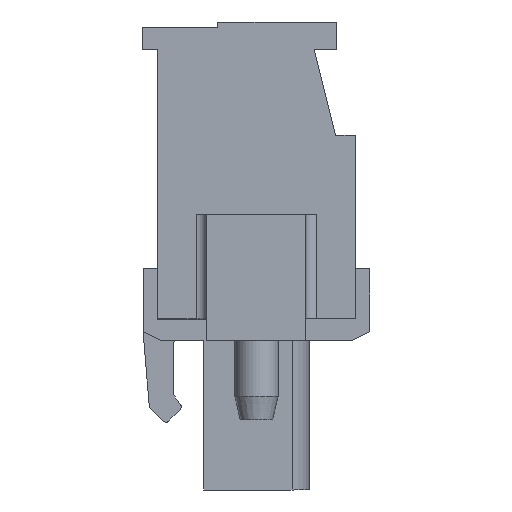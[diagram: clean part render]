
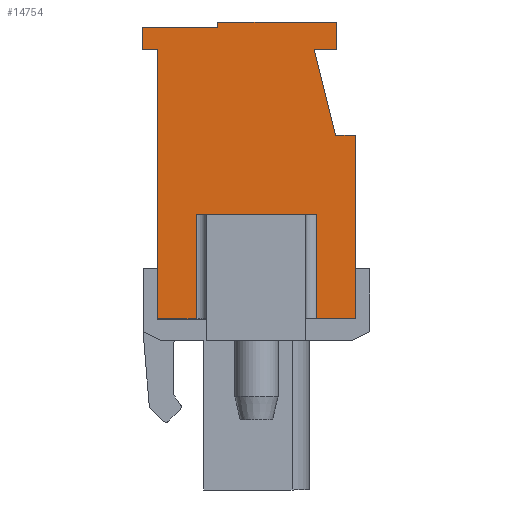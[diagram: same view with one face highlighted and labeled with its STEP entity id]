
A CAD part, left-side view. The second image highlights one B-rep face of the part: STEP entity #14754.
In plain terms, the highlighted planar face has unit normal (-1, 0, 0).
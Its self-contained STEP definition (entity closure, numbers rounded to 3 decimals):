
#426=ORIENTED_EDGE('',*,*,#4752,.T.);
#427=ORIENTED_EDGE('',*,*,#4753,.T.);
#428=ORIENTED_EDGE('',*,*,#4745,.T.);
#429=ORIENTED_EDGE('',*,*,#4754,.T.);
#430=ORIENTED_EDGE('',*,*,#4755,.T.);
#431=ORIENTED_EDGE('',*,*,#4756,.T.);
#432=ORIENTED_EDGE('',*,*,#4757,.T.);
#433=ORIENTED_EDGE('',*,*,#4758,.T.);
#434=ORIENTED_EDGE('',*,*,#4759,.T.);
#435=ORIENTED_EDGE('',*,*,#4760,.T.);
#436=ORIENTED_EDGE('',*,*,#4761,.T.);
#437=ORIENTED_EDGE('',*,*,#4762,.T.);
#438=ORIENTED_EDGE('',*,*,#4763,.T.);
#439=ORIENTED_EDGE('',*,*,#4764,.T.);
#440=ORIENTED_EDGE('',*,*,#4765,.T.);
#441=ORIENTED_EDGE('',*,*,#4766,.T.);
#4745=EDGE_CURVE('',#6908,#6909,#8340,.T.);
#4752=EDGE_CURVE('',#6915,#6916,#8344,.T.);
#4753=EDGE_CURVE('',#6916,#6908,#8345,.T.);
#4754=EDGE_CURVE('',#6909,#6917,#8346,.T.);
#4755=EDGE_CURVE('',#6917,#6918,#8347,.T.);
#4756=EDGE_CURVE('',#6918,#6919,#8348,.T.);
#4757=EDGE_CURVE('',#6919,#6920,#8349,.T.);
#4758=EDGE_CURVE('',#6920,#6921,#8350,.T.);
#4759=EDGE_CURVE('',#6921,#6922,#8351,.T.);
#4760=EDGE_CURVE('',#6922,#6923,#8352,.T.);
#4761=EDGE_CURVE('',#6923,#6924,#8353,.T.);
#4762=EDGE_CURVE('',#6924,#6925,#8354,.T.);
#4763=EDGE_CURVE('',#6925,#6926,#8355,.T.);
#4764=EDGE_CURVE('',#6926,#6927,#8356,.T.);
#4765=EDGE_CURVE('',#6927,#6928,#8357,.T.);
#4766=EDGE_CURVE('',#6928,#6915,#8358,.T.);
#6908=VERTEX_POINT('',#20942);
#6909=VERTEX_POINT('',#20943);
#6915=VERTEX_POINT('',#20957);
#6916=VERTEX_POINT('',#20958);
#6917=VERTEX_POINT('',#20961);
#6918=VERTEX_POINT('',#20963);
#6919=VERTEX_POINT('',#20965);
#6920=VERTEX_POINT('',#20967);
#6921=VERTEX_POINT('',#20969);
#6922=VERTEX_POINT('',#20971);
#6923=VERTEX_POINT('',#20973);
#6924=VERTEX_POINT('',#20975);
#6925=VERTEX_POINT('',#20977);
#6926=VERTEX_POINT('',#20979);
#6927=VERTEX_POINT('',#20981);
#6928=VERTEX_POINT('',#20983);
#8340=LINE('',#20941,#10310);
#8344=LINE('',#20956,#10314);
#8345=LINE('',#20959,#10315);
#8346=LINE('',#20960,#10316);
#8347=LINE('',#20962,#10317);
#8348=LINE('',#20964,#10318);
#8349=LINE('',#20966,#10319);
#8350=LINE('',#20968,#10320);
#8351=LINE('',#20970,#10321);
#8352=LINE('',#20972,#10322);
#8353=LINE('',#20974,#10323);
#8354=LINE('',#20976,#10324);
#8355=LINE('',#20978,#10325);
#8356=LINE('',#20980,#10326);
#8357=LINE('',#20982,#10327);
#8358=LINE('',#20984,#10328);
#10310=VECTOR('',#16987,1000.);
#10314=VECTOR('',#16999,1000.);
#10315=VECTOR('',#17000,1000.);
#10316=VECTOR('',#17001,1000.);
#10317=VECTOR('',#17002,1000.);
#10318=VECTOR('',#17003,1000.);
#10319=VECTOR('',#17004,1000.);
#10320=VECTOR('',#17005,1000.);
#10321=VECTOR('',#17006,1000.);
#10322=VECTOR('',#17007,1000.);
#10323=VECTOR('',#17008,1000.);
#10324=VECTOR('',#17009,1000.);
#10325=VECTOR('',#17010,1000.);
#10326=VECTOR('',#17011,1000.);
#10327=VECTOR('',#17012,1000.);
#10328=VECTOR('',#17013,1000.);
#12282=EDGE_LOOP('',(#426,#427,#428,#429,#430,#431,#432,#433,#434,#435,
#436,#437,#438,#439,#440,#441));
#13178=FACE_BOUND('',#12282,.T.);
#14071=PLANE('',#15987);
#14754=ADVANCED_FACE('',(#13178),#14071,.T.);
#15987=AXIS2_PLACEMENT_3D('',#20955,#16997,#16998);
#16987=DIRECTION('',(0.,-1.,0.));
#16997=DIRECTION('',(-1.,0.,0.));
#16998=DIRECTION('',(0.,0.,1.));
#16999=DIRECTION('',(0.,-1.,0.));
#17000=DIRECTION('',(0.,0.,1.));
#17001=DIRECTION('',(0.,0.,-1.));
#17002=DIRECTION('',(0.,-1.,0.));
#17003=DIRECTION('',(0.,0.,1.));
#17004=DIRECTION('',(0.,1.,0.));
#17005=DIRECTION('',(0.,0.243,0.97));
#17006=DIRECTION('',(0.,-1.,0.));
#17007=DIRECTION('',(0.,0.,1.));
#17008=DIRECTION('',(0.,1.,0.));
#17009=DIRECTION('',(0.,0.,-1.));
#17010=DIRECTION('',(0.,1.,0.));
#17011=DIRECTION('',(0.,0.,-1.));
#17012=DIRECTION('',(0.,-1.,0.));
#17013=DIRECTION('',(0.,0.,-1.));
#20941=CARTESIAN_POINT('',(-15.,2.75,-1.675));
#20942=CARTESIAN_POINT('',(-15.,3.35,-1.675));
#20943=CARTESIAN_POINT('',(-15.,-3.35,-1.675));
#20955=CARTESIAN_POINT('',(-15.,0.,0.));
#20956=CARTESIAN_POINT('',(-15.,5.5,-7.475));
#20957=CARTESIAN_POINT('',(-15.,5.5,-7.475));
#20958=CARTESIAN_POINT('',(-15.,3.35,-7.475));
#20959=CARTESIAN_POINT('',(-15.,3.35,-1.675));
#20960=CARTESIAN_POINT('',(-15.,-3.35,-7.475));
#20961=CARTESIAN_POINT('',(-15.,-3.35,-7.475));
#20962=CARTESIAN_POINT('',(-15.,5.5,-7.475));
#20963=CARTESIAN_POINT('',(-15.,-5.5,-7.475));
#20964=CARTESIAN_POINT('',(-15.,-5.5,-7.475));
#20965=CARTESIAN_POINT('',(-15.,-5.5,2.725));
#20966=CARTESIAN_POINT('',(-15.,-5.5,2.725));
#20967=CARTESIAN_POINT('',(-15.,-4.4,2.725));
#20968=CARTESIAN_POINT('',(-15.,-4.4,2.725));
#20969=CARTESIAN_POINT('',(-15.,-3.2,7.525));
#20970=CARTESIAN_POINT('',(-15.,-3.2,7.525));
#20971=CARTESIAN_POINT('',(-15.,-4.45,7.525));
#20972=CARTESIAN_POINT('',(-15.,-4.45,7.525));
#20973=CARTESIAN_POINT('',(-15.,-4.45,9.025));
#20974=CARTESIAN_POINT('',(-15.,-4.45,9.025));
#20975=CARTESIAN_POINT('',(-15.,2.15,9.025));
#20976=CARTESIAN_POINT('',(-15.,2.15,9.025));
#20977=CARTESIAN_POINT('',(-15.,2.15,8.725));
#20978=CARTESIAN_POINT('',(-15.,2.15,8.725));
#20979=CARTESIAN_POINT('',(-15.,6.35,8.725));
#20980=CARTESIAN_POINT('',(-15.,6.35,8.725));
#20981=CARTESIAN_POINT('',(-15.,6.35,7.475));
#20982=CARTESIAN_POINT('',(-15.,6.35,7.475));
#20983=CARTESIAN_POINT('',(-15.,5.5,7.475));
#20984=CARTESIAN_POINT('',(-15.,5.5,7.475));
